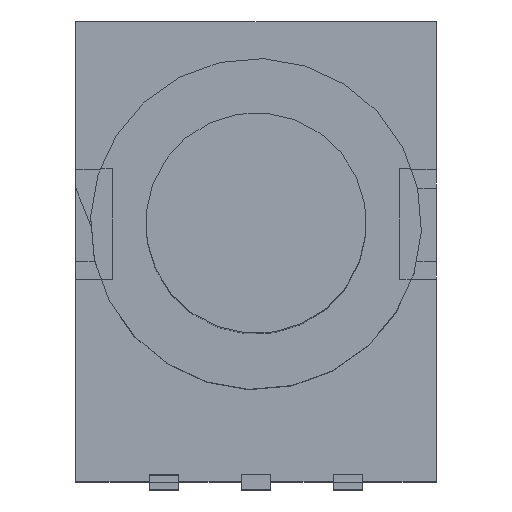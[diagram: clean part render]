
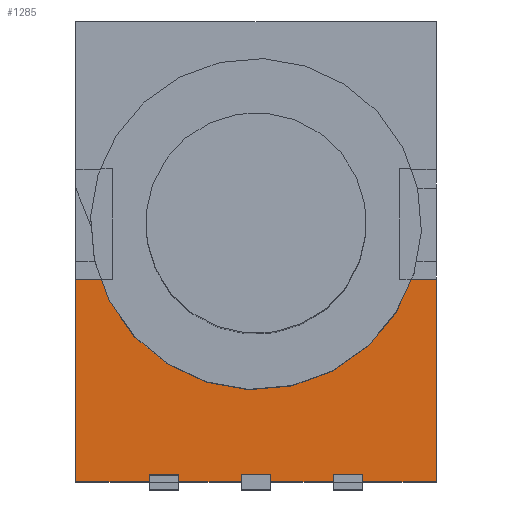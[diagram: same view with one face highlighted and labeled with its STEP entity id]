
A CAD part, top view. The second image highlights one B-rep face of the part: STEP entity #1285.
In plain terms, the highlighted planar face has unit normal (0, 0, -1).
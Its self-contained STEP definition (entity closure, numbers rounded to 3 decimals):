
#461 = VERTEX_POINT('',#462);
#462 = CARTESIAN_POINT('',(4.157,5.413,8.465)
  );
#909 = VERTEX_POINT('',#910);
#910 = CARTESIAN_POINT('',(3.736,4.511,8.465)
  );
#916 = EDGE_CURVE('',#909,#461,#917,.T.);
#917 = LINE('',#918,#919);
#918 = CARTESIAN_POINT('',(3.736,4.511,8.465)
  );
#919 = VECTOR('',#920,1.);
#920 = DIRECTION('',(0.422,0.906,0.));
#1016 = VERTEX_POINT('',#1017);
#1017 = CARTESIAN_POINT('',(-0.394,0.197,
    8.465));
#1025 = VERTEX_POINT('',#1026);
#1026 = CARTESIAN_POINT('',(0.394,0.197,8.465
    ));
#1032 = EDGE_CURVE('',#1025,#1016,#1033,.T.);
#1033 = LINE('',#1034,#1035);
#1034 = CARTESIAN_POINT('',(0.394,0.197,8.465
    ));
#1035 = VECTOR('',#1036,1.);
#1036 = DIRECTION('',(-1.,0.,0.));
#1230 = VERTEX_POINT('',#1231);
#1231 = CARTESIAN_POINT('',(2.067,0.197,8.465
    ));
#1239 = VERTEX_POINT('',#1240);
#1240 = CARTESIAN_POINT('',(2.854,0.197,8.465
    ));
#1246 = EDGE_CURVE('',#1239,#1230,#1247,.T.);
#1247 = LINE('',#1248,#1249);
#1248 = CARTESIAN_POINT('',(2.854,0.197,8.465
    ));
#1249 = VECTOR('',#1250,1.);
#1250 = DIRECTION('',(-1.,0.,0.));
#1260 = EDGE_CURVE('',#1261,#1239,#1263,.T.);
#1261 = VERTEX_POINT('',#1262);
#1262 = CARTESIAN_POINT('',(2.854,0.,8.465));
#1263 = LINE('',#1264,#1265);
#1264 = CARTESIAN_POINT('',(2.854,0.,8.465));
#1265 = VECTOR('',#1266,1.);
#1266 = DIRECTION('',(0.,1.,0.));
#1285 = ADVANCED_FACE('',(#1286),#1470,.F.);
#1286 = FACE_BOUND('',#1287,.F.);
#1287 = EDGE_LOOP('',(#1288,#1298,#1304,#1305,#1306,#1314,#1322,#1328,
    #1329,#1337,#1345,#1353,#1361,#1369,#1377,#1385,#1393,#1401,#1409,
    #1417,#1425,#1433,#1441,#1449,#1457,#1463,#1464));
#1288 = ORIENTED_EDGE('',*,*,#1289,.F.);
#1289 = EDGE_CURVE('',#1290,#1292,#1294,.T.);
#1290 = VERTEX_POINT('',#1291);
#1291 = CARTESIAN_POINT('',(2.067,0.,8.465));
#1292 = VERTEX_POINT('',#1293);
#1293 = CARTESIAN_POINT('',(0.394,0.,8.465));
#1294 = LINE('',#1295,#1296);
#1295 = CARTESIAN_POINT('',(2.067,0.,8.465));
#1296 = VECTOR('',#1297,1.);
#1297 = DIRECTION('',(-1.,0.,0.));
#1298 = ORIENTED_EDGE('',*,*,#1299,.F.);
#1299 = EDGE_CURVE('',#1230,#1290,#1300,.T.);
#1300 = LINE('',#1301,#1302);
#1301 = CARTESIAN_POINT('',(2.067,0.197,8.465
    ));
#1302 = VECTOR('',#1303,1.);
#1303 = DIRECTION('',(0.,-1.,0.));
#1304 = ORIENTED_EDGE('',*,*,#1246,.F.);
#1305 = ORIENTED_EDGE('',*,*,#1260,.F.);
#1306 = ORIENTED_EDGE('',*,*,#1307,.F.);
#1307 = EDGE_CURVE('',#1308,#1261,#1310,.T.);
#1308 = VERTEX_POINT('',#1309);
#1309 = CARTESIAN_POINT('',(4.823,0.,8.465));
#1310 = LINE('',#1311,#1312);
#1311 = CARTESIAN_POINT('',(4.823,0.,8.465));
#1312 = VECTOR('',#1313,1.);
#1313 = DIRECTION('',(-1.,0.,0.));
#1314 = ORIENTED_EDGE('',*,*,#1315,.F.);
#1315 = EDGE_CURVE('',#1316,#1308,#1318,.T.);
#1316 = VERTEX_POINT('',#1317);
#1317 = CARTESIAN_POINT('',(4.823,5.413,8.465
    ));
#1318 = LINE('',#1319,#1320);
#1319 = CARTESIAN_POINT('',(4.823,5.413,8.465
    ));
#1320 = VECTOR('',#1321,1.);
#1321 = DIRECTION('',(0.,-1.,0.));
#1322 = ORIENTED_EDGE('',*,*,#1323,.F.);
#1323 = EDGE_CURVE('',#461,#1316,#1324,.T.);
#1324 = LINE('',#1325,#1326);
#1325 = CARTESIAN_POINT('',(4.157,5.413,8.465
    ));
#1326 = VECTOR('',#1327,1.);
#1327 = DIRECTION('',(1.,0.,0.));
#1328 = ORIENTED_EDGE('',*,*,#916,.F.);
#1329 = ORIENTED_EDGE('',*,*,#1330,.F.);
#1330 = EDGE_CURVE('',#1331,#909,#1333,.T.);
#1331 = VERTEX_POINT('',#1332);
#1332 = CARTESIAN_POINT('',(2.993,3.625,8.465
    ));
#1333 = LINE('',#1334,#1335);
#1334 = CARTESIAN_POINT('',(2.993,3.625,8.465
    ));
#1335 = VECTOR('',#1336,1.);
#1336 = DIRECTION('',(0.643,0.766,0.));
#1337 = ORIENTED_EDGE('',*,*,#1338,.F.);
#1338 = EDGE_CURVE('',#1339,#1331,#1341,.T.);
#1339 = VERTEX_POINT('',#1340);
#1340 = CARTESIAN_POINT('',(2.046,2.962,8.465
    ));
#1341 = LINE('',#1342,#1343);
#1342 = CARTESIAN_POINT('',(2.046,2.962,8.465
    ));
#1343 = VECTOR('',#1344,1.);
#1344 = DIRECTION('',(0.819,0.574,0.));
#1345 = ORIENTED_EDGE('',*,*,#1346,.F.);
#1346 = EDGE_CURVE('',#1347,#1339,#1349,.T.);
#1347 = VERTEX_POINT('',#1348);
#1348 = CARTESIAN_POINT('',(0.96,2.566,8.465
    ));
#1349 = LINE('',#1350,#1351);
#1350 = CARTESIAN_POINT('',(0.96,2.566,8.465
    ));
#1351 = VECTOR('',#1352,1.);
#1352 = DIRECTION('',(0.94,0.342,0.));
#1353 = ORIENTED_EDGE('',*,*,#1354,.F.);
#1354 = EDGE_CURVE('',#1355,#1347,#1357,.T.);
#1355 = VERTEX_POINT('',#1356);
#1356 = CARTESIAN_POINT('',(-0.192,2.465,8.465
    ));
#1357 = LINE('',#1358,#1359);
#1358 = CARTESIAN_POINT('',(-0.192,2.465,8.465
    ));
#1359 = VECTOR('',#1360,1.);
#1360 = DIRECTION('',(0.996,0.087,0.));
#1361 = ORIENTED_EDGE('',*,*,#1362,.F.);
#1362 = EDGE_CURVE('',#1363,#1355,#1365,.T.);
#1363 = VERTEX_POINT('',#1364);
#1364 = CARTESIAN_POINT('',(-1.331,2.665,
    8.465));
#1365 = LINE('',#1366,#1367);
#1366 = CARTESIAN_POINT('',(-1.331,2.665,
    8.465));
#1367 = VECTOR('',#1368,1.);
#1368 = DIRECTION('',(0.985,-0.173,0.));
#1369 = ORIENTED_EDGE('',*,*,#1370,.F.);
#1370 = EDGE_CURVE('',#1371,#1363,#1373,.T.);
#1371 = VERTEX_POINT('',#1372);
#1372 = CARTESIAN_POINT('',(-2.379,3.154,
    8.465));
#1373 = LINE('',#1374,#1375);
#1374 = CARTESIAN_POINT('',(-2.379,3.154,
    8.465));
#1375 = VECTOR('',#1376,1.);
#1376 = DIRECTION('',(0.906,-0.422,0.));
#1377 = ORIENTED_EDGE('',*,*,#1378,.F.);
#1378 = EDGE_CURVE('',#1379,#1371,#1381,.T.);
#1379 = VERTEX_POINT('',#1380);
#1380 = CARTESIAN_POINT('',(-3.265,3.897,8.465
    ));
#1381 = LINE('',#1382,#1383);
#1382 = CARTESIAN_POINT('',(-3.265,3.897,8.465
    ));
#1383 = VECTOR('',#1384,1.);
#1384 = DIRECTION('',(0.766,-0.643,0.));
#1385 = ORIENTED_EDGE('',*,*,#1386,.F.);
#1386 = EDGE_CURVE('',#1387,#1379,#1389,.T.);
#1387 = VERTEX_POINT('',#1388);
#1388 = CARTESIAN_POINT('',(-3.928,4.844,
    8.465));
#1389 = LINE('',#1390,#1391);
#1390 = CARTESIAN_POINT('',(-3.928,4.844,
    8.465));
#1391 = VECTOR('',#1392,1.);
#1392 = DIRECTION('',(0.574,-0.819,0.));
#1393 = ORIENTED_EDGE('',*,*,#1394,.F.);
#1394 = EDGE_CURVE('',#1395,#1387,#1397,.T.);
#1395 = VERTEX_POINT('',#1396);
#1396 = CARTESIAN_POINT('',(-4.136,5.413,
    8.465));
#1397 = LINE('',#1398,#1399);
#1398 = CARTESIAN_POINT('',(-4.136,5.413,
    8.465));
#1399 = VECTOR('',#1400,1.);
#1400 = DIRECTION('',(0.342,-0.94,0.));
#1401 = ORIENTED_EDGE('',*,*,#1402,.F.);
#1402 = EDGE_CURVE('',#1403,#1395,#1405,.T.);
#1403 = VERTEX_POINT('',#1404);
#1404 = CARTESIAN_POINT('',(-4.823,5.413,
    8.465));
#1405 = LINE('',#1406,#1407);
#1406 = CARTESIAN_POINT('',(-4.823,5.413,
    8.465));
#1407 = VECTOR('',#1408,1.);
#1408 = DIRECTION('',(1.,0.,0.));
#1409 = ORIENTED_EDGE('',*,*,#1410,.T.);
#1410 = EDGE_CURVE('',#1403,#1411,#1413,.T.);
#1411 = VERTEX_POINT('',#1412);
#1412 = CARTESIAN_POINT('',(-4.823,0.,8.465));
#1413 = LINE('',#1414,#1415);
#1414 = CARTESIAN_POINT('',(-4.823,5.413,
    8.465));
#1415 = VECTOR('',#1416,1.);
#1416 = DIRECTION('',(0.,-1.,0.));
#1417 = ORIENTED_EDGE('',*,*,#1418,.T.);
#1418 = EDGE_CURVE('',#1411,#1419,#1421,.T.);
#1419 = VERTEX_POINT('',#1420);
#1420 = CARTESIAN_POINT('',(-2.854,0.,8.465));
#1421 = LINE('',#1422,#1423);
#1422 = CARTESIAN_POINT('',(-4.823,0.,8.465));
#1423 = VECTOR('',#1424,1.);
#1424 = DIRECTION('',(1.,0.,0.));
#1425 = ORIENTED_EDGE('',*,*,#1426,.T.);
#1426 = EDGE_CURVE('',#1419,#1427,#1429,.T.);
#1427 = VERTEX_POINT('',#1428);
#1428 = CARTESIAN_POINT('',(-2.854,0.197,
    8.465));
#1429 = LINE('',#1430,#1431);
#1430 = CARTESIAN_POINT('',(-2.854,0.,8.465));
#1431 = VECTOR('',#1432,1.);
#1432 = DIRECTION('',(0.,1.,0.));
#1433 = ORIENTED_EDGE('',*,*,#1434,.T.);
#1434 = EDGE_CURVE('',#1427,#1435,#1437,.T.);
#1435 = VERTEX_POINT('',#1436);
#1436 = CARTESIAN_POINT('',(-2.067,0.197,
    8.465));
#1437 = LINE('',#1438,#1439);
#1438 = CARTESIAN_POINT('',(-2.854,0.197,
    8.465));
#1439 = VECTOR('',#1440,1.);
#1440 = DIRECTION('',(1.,0.,0.));
#1441 = ORIENTED_EDGE('',*,*,#1442,.T.);
#1442 = EDGE_CURVE('',#1435,#1443,#1445,.T.);
#1443 = VERTEX_POINT('',#1444);
#1444 = CARTESIAN_POINT('',(-2.067,0.,8.465));
#1445 = LINE('',#1446,#1447);
#1446 = CARTESIAN_POINT('',(-2.067,0.197,
    8.465));
#1447 = VECTOR('',#1448,1.);
#1448 = DIRECTION('',(0.,-1.,0.));
#1449 = ORIENTED_EDGE('',*,*,#1450,.T.);
#1450 = EDGE_CURVE('',#1443,#1451,#1453,.T.);
#1451 = VERTEX_POINT('',#1452);
#1452 = CARTESIAN_POINT('',(-0.394,0.,8.465));
#1453 = LINE('',#1454,#1455);
#1454 = CARTESIAN_POINT('',(-2.067,0.,8.465));
#1455 = VECTOR('',#1456,1.);
#1456 = DIRECTION('',(1.,0.,0.));
#1457 = ORIENTED_EDGE('',*,*,#1458,.F.);
#1458 = EDGE_CURVE('',#1016,#1451,#1459,.T.);
#1459 = LINE('',#1460,#1461);
#1460 = CARTESIAN_POINT('',(-0.394,0.197,
    8.465));
#1461 = VECTOR('',#1462,1.);
#1462 = DIRECTION('',(0.,-1.,0.));
#1463 = ORIENTED_EDGE('',*,*,#1032,.F.);
#1464 = ORIENTED_EDGE('',*,*,#1465,.F.);
#1465 = EDGE_CURVE('',#1292,#1025,#1466,.T.);
#1466 = LINE('',#1467,#1468);
#1467 = CARTESIAN_POINT('',(0.394,0.,8.465));
#1468 = VECTOR('',#1469,1.);
#1469 = DIRECTION('',(0.,1.,0.));
#1470 = PLANE('',#1471);
#1471 = AXIS2_PLACEMENT_3D('',#1472,#1473,#1474);
#1472 = CARTESIAN_POINT('',(2.067,0.,8.465));
#1473 = DIRECTION('',(0.,0.,1.));
#1474 = DIRECTION('',(1.,0.,0.));
